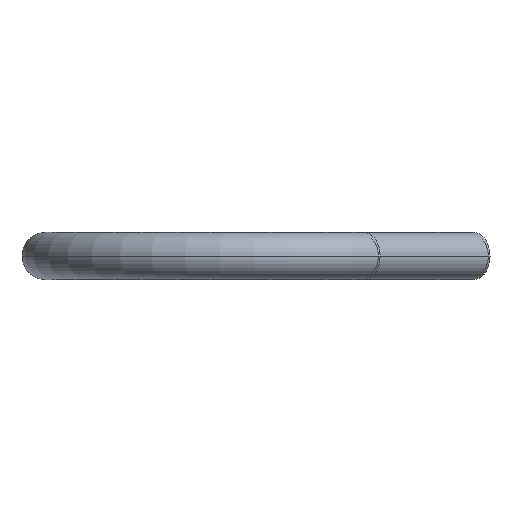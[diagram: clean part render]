
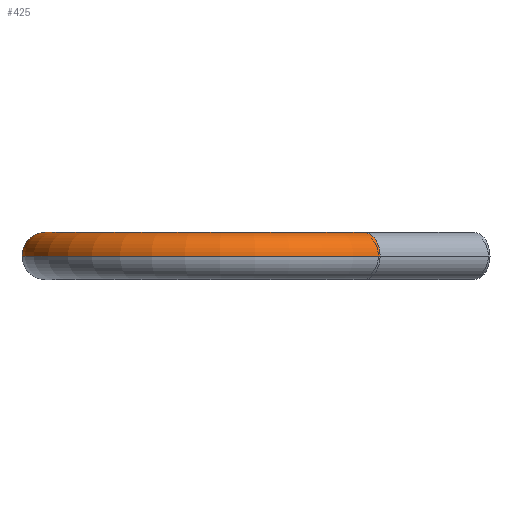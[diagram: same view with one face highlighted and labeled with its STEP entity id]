
A CAD part, front view. The second image highlights one B-rep face of the part: STEP entity #425.
In plain terms, the highlighted toroidal (fillet/blend) face has major radius 450 mm and minor radius 57.15 mm.
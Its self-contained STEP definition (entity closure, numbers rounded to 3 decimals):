
#33 = EDGE_CURVE ( 'NONE', #288, #388, #392, .T. ) ;
#39 = AXIS2_PLACEMENT_3D ( 'NONE', #198, #203, #314 ) ;
#44 = CARTESIAN_POINT ( 'NONE',  ( 0., 2113.69, 0. ) ) ;
#48 = ORIENTED_EDGE ( 'NONE', *, *, #277, .T. ) ;
#50 = CARTESIAN_POINT ( 'NONE',  ( 768.198, 1795.492, 0. ) ) ;
#67 = DIRECTION ( 'NONE',  ( 1., 0., 0. ) ) ;
#70 = AXIS2_PLACEMENT_3D ( 'NONE', #184, #451, #107 ) ;
#77 = DIRECTION ( 'NONE',  ( 1., 0., 0. ) ) ;
#87 = ORIENTED_EDGE ( 'NONE', *, *, #104, .T. ) ;
#88 = DIRECTION ( 'NONE',  ( -0.707, -0.707, 0. ) ) ;
#91 = DIRECTION ( 'NONE',  ( -0.707, 0.707, 0. ) ) ;
#97 = DIRECTION ( 'NONE',  ( 0., 0., 1. ) ) ;
#101 = EDGE_LOOP ( 'NONE', ( #87, #149, #436, #348, #48 ) ) ;
#104 = EDGE_CURVE ( 'NONE', #234, #288, #412, .T. ) ;
#107 = DIRECTION ( 'NONE',  ( 1., 0., 0. ) ) ;
#110 = CIRCLE ( 'NONE', #250, 57.15 ) ;
#116 = DIRECTION ( 'NONE',  ( 0., -1., 0. ) ) ;
#144 = CARTESIAN_POINT ( 'NONE',  ( 450., 2113.69, 0. ) ) ;
#149 = ORIENTED_EDGE ( 'NONE', *, *, #33, .T. ) ;
#181 = CIRCLE ( 'NONE', #204, 57.15 ) ;
#184 = CARTESIAN_POINT ( 'NONE',  ( 450., 2113.69, 0. ) ) ;
#198 = CARTESIAN_POINT ( 'NONE',  ( 450., 2113.69, 0. ) ) ;
#203 = DIRECTION ( 'NONE',  ( 0., 0., 1. ) ) ;
#204 = AXIS2_PLACEMENT_3D ( 'NONE', #301, #460, #77 ) ;
#206 = CARTESIAN_POINT ( 'NONE',  ( 808.609, 1755.081, 0. ) ) ;
#234 = VERTEX_POINT ( 'NONE', #374 ) ;
#250 = AXIS2_PLACEMENT_3D ( 'NONE', #50, #88, #91 ) ;
#265 = CARTESIAN_POINT ( 'NONE',  ( -57.15, 2113.69, 0. ) ) ;
#277 = EDGE_CURVE ( 'NONE', #434, #234, #181, .T. ) ;
#288 = VERTEX_POINT ( 'NONE', #265 ) ;
#301 = CARTESIAN_POINT ( 'NONE',  ( 0., 2113.69, 0. ) ) ;
#304 = CIRCLE ( 'NONE', #329, 392.85 ) ;
#314 = DIRECTION ( 'NONE',  ( 1., 0., 0. ) ) ;
#329 = AXIS2_PLACEMENT_3D ( 'NONE', #144, #97, #67 ) ;
#343 = FACE_OUTER_BOUND ( 'NONE', #101, .T. ) ;
#346 = CARTESIAN_POINT ( 'NONE',  ( 57.15, 2113.69, 0. ) ) ;
#348 = ORIENTED_EDGE ( 'NONE', *, *, #462, .F. ) ;
#374 = CARTESIAN_POINT ( 'NONE',  ( 0., 2113.69, 57.15 ) ) ;
#388 = VERTEX_POINT ( 'NONE', #206 ) ;
#392 = CIRCLE ( 'NONE', #70, 507.15 ) ;
#400 = EDGE_CURVE ( 'NONE', #388, #413, #110, .T. ) ;
#412 = CIRCLE ( 'NONE', #468, 57.15 ) ;
#413 = VERTEX_POINT ( 'NONE', #466 ) ;
#425 = ADVANCED_FACE ( 'NONE', ( #343 ), #457, .T. ) ;
#434 = VERTEX_POINT ( 'NONE', #346 ) ;
#436 = ORIENTED_EDGE ( 'NONE', *, *, #400, .T. ) ;
#451 = DIRECTION ( 'NONE',  ( 0., 0., 1. ) ) ;
#457 = TOROIDAL_SURFACE ( 'NONE', #39, 450., 57.15 ) ;
#458 = DIRECTION ( 'NONE',  ( 1., 0., 0. ) ) ;
#460 = DIRECTION ( 'NONE',  ( 0., -1., 0. ) ) ;
#462 = EDGE_CURVE ( 'NONE', #434, #413, #304, .T. ) ;
#466 = CARTESIAN_POINT ( 'NONE',  ( 727.787, 1835.904, 0. ) ) ;
#468 = AXIS2_PLACEMENT_3D ( 'NONE', #44, #116, #458 ) ;
